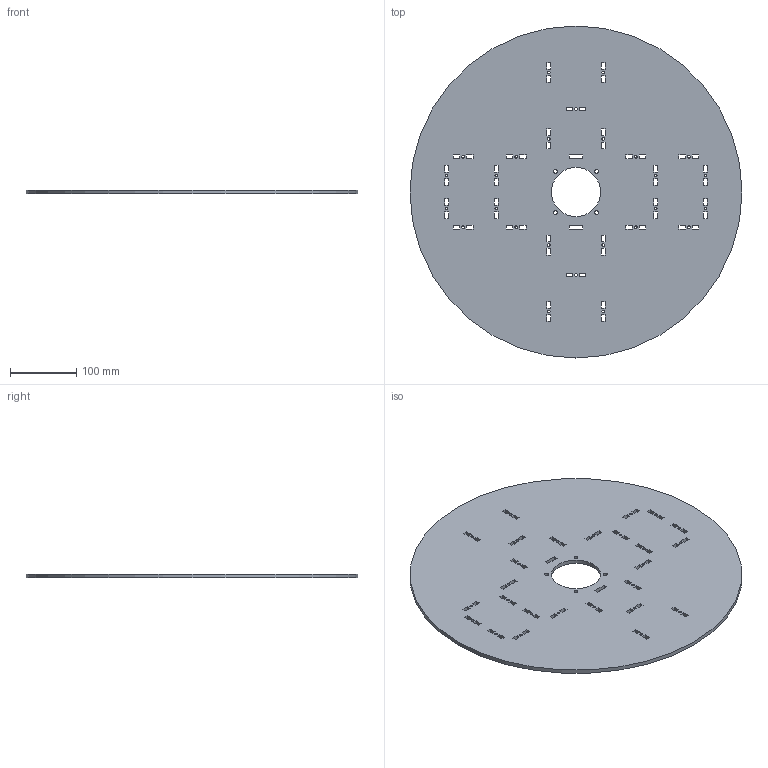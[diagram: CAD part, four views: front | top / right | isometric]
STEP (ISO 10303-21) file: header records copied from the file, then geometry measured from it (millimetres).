
FILE_DESCRIPTION(('FreeCAD Model'),'2;1');
FILE_NAME('plate4_m.step', '2014-02-25T16:24:21',('FreeCAD'),('FreeCAD'), 'Open CASCADE STEP processor 6.5','FreeCAD','Unknown');
FILE_SCHEMA(('AUTOMOTIVE_DESIGN_CC2 { 1 2 10303 214 -1 1 5 4 }'));
Length unit declared in the file: millimetre
Products named in the file (1): plate4
Bounding box: 500 x 500 x 6 mm (x, y, z)
Volume: 1129493.3 mm3; surface area: 400338.1 mm2
Topology: 1 solids, 1 shells, 250 faces, 744 edges, 496 vertices
Faces by surface type: plane 218, cylinder 32
Full cylindrical faces by diameter (mm): 4 x26, 6 x4, 74 x1, 500 x1
Entity records: 18026 total; most frequent: CARTESIAN_POINT 3717, DIRECTION 2315, LINE 1672, VECTOR 1672, ORIENTED_EDGE 1488, PCURVE 1488, DEFINITIONAL_REPRESENTATION 1488, EDGE_CURVE 744
